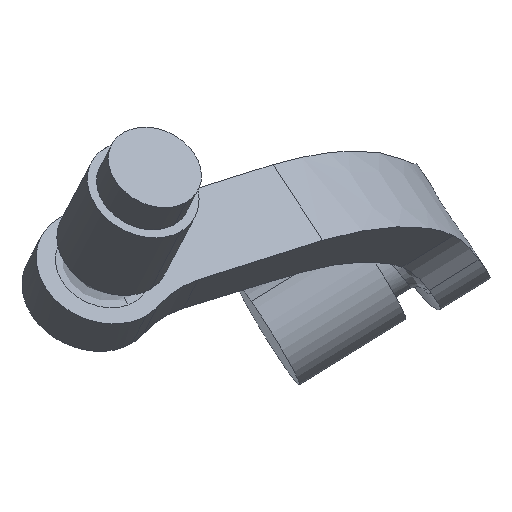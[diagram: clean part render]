
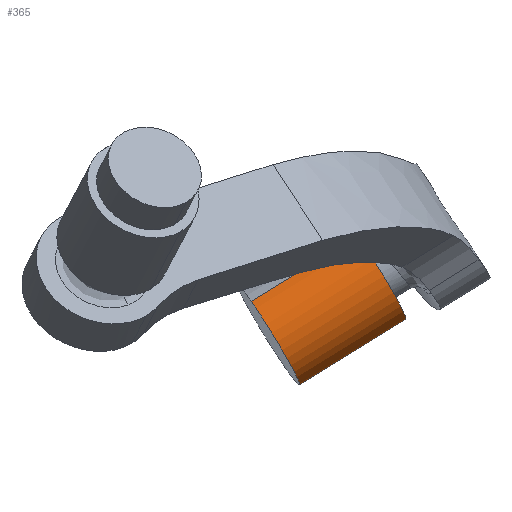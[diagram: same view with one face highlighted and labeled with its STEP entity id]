
A CAD part, isometric view. The second image highlights one B-rep face of the part: STEP entity #365.
In plain terms, the highlighted cylindrical face has radius 3 mm (diameter 6 mm), a partial arc.
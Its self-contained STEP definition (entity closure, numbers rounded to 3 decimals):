
#13 = ORIENTED_EDGE ( 'NONE', *, *, #1032, .F. ) ;
#54 = CARTESIAN_POINT ( 'NONE',  ( 22.088, 122.643, 6.787 ) ) ;
#113 = DIRECTION ( 'NONE',  ( -0.415, 0., 0.91 ) ) ;
#129 = ORIENTED_EDGE ( 'NONE', *, *, #1230, .T. ) ;
#180 = FACE_OUTER_BOUND ( 'NONE', #518, .T. ) ;
#365 = ADVANCED_FACE ( 'NONE', ( #180 ), #1606, .T. ) ;
#398 = VERTEX_POINT ( 'NONE', #1078 ) ;
#514 = VECTOR ( 'NONE', #1840, 1000. ) ;
#518 = EDGE_LOOP ( 'NONE', ( #13, #879, #129, #1517 ) ) ;
#530 = DIRECTION ( 'NONE',  ( 0.853, -0.348, 0.389 ) ) ;
#639 = CARTESIAN_POINT ( 'NONE',  ( 16.619, 124.875, 4.29 ) ) ;
#656 = CARTESIAN_POINT ( 'NONE',  ( 14.127, 124.875, 9.748 ) ) ;
#700 = CIRCLE ( 'NONE', #1782, 3. ) ;
#743 = VERTEX_POINT ( 'NONE', #1026 ) ;
#879 = ORIENTED_EDGE ( 'NONE', *, *, #2184, .F. ) ;
#938 = DIRECTION ( 'NONE',  ( -0.415, 0., 0.91 ) ) ;
#1001 = CARTESIAN_POINT ( 'NONE',  ( 20.842, 122.643, 9.516 ) ) ;
#1026 = CARTESIAN_POINT ( 'NONE',  ( 19.596, 122.643, 12.245 ) ) ;
#1032 = EDGE_CURVE ( 'NONE', #398, #743, #1492, .T. ) ;
#1046 = CARTESIAN_POINT ( 'NONE',  ( 16.619, 124.875, 4.29 ) ) ;
#1078 = CARTESIAN_POINT ( 'NONE',  ( 14.127, 124.875, 9.748 ) ) ;
#1140 = AXIS2_PLACEMENT_3D ( 'NONE', #1001, #1872, #113 ) ;
#1230 = EDGE_CURVE ( 'NONE', #1472, #1947, #1476, .T. ) ;
#1294 = CARTESIAN_POINT ( 'NONE',  ( 15.373, 124.875, 7.019 ) ) ;
#1366 = VECTOR ( 'NONE', #1719, 1000. ) ;
#1472 = VERTEX_POINT ( 'NONE', #1046 ) ;
#1476 = LINE ( 'NONE', #639, #514 ) ;
#1492 = LINE ( 'NONE', #656, #1366 ) ;
#1517 = ORIENTED_EDGE ( 'NONE', *, *, #1818, .T. ) ;
#1571 = DIRECTION ( 'NONE',  ( 0.415, 0., -0.91 ) ) ;
#1606 = CYLINDRICAL_SURFACE ( 'NONE', #1990, 3. ) ;
#1719 = DIRECTION ( 'NONE',  ( 0.853, -0.348, 0.389 ) ) ;
#1782 = AXIS2_PLACEMENT_3D ( 'NONE', #1294, #1824, #938 ) ;
#1818 = EDGE_CURVE ( 'NONE', #1947, #743, #1850, .T. ) ;
#1824 = DIRECTION ( 'NONE',  ( -0.853, 0.348, -0.389 ) ) ;
#1840 = DIRECTION ( 'NONE',  ( 0.853, -0.348, 0.389 ) ) ;
#1850 = CIRCLE ( 'NONE', #1140, 3. ) ;
#1872 = DIRECTION ( 'NONE',  ( -0.853, 0.348, -0.389 ) ) ;
#1947 = VERTEX_POINT ( 'NONE', #54 ) ;
#1990 = AXIS2_PLACEMENT_3D ( 'NONE', #2122, #530, #1571 ) ;
#2122 = CARTESIAN_POINT ( 'NONE',  ( 15.373, 124.875, 7.019 ) ) ;
#2184 = EDGE_CURVE ( 'NONE', #1472, #398, #700, .T. ) ;
